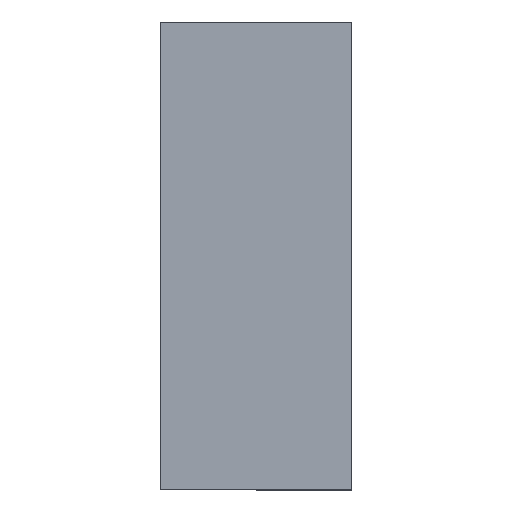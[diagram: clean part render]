
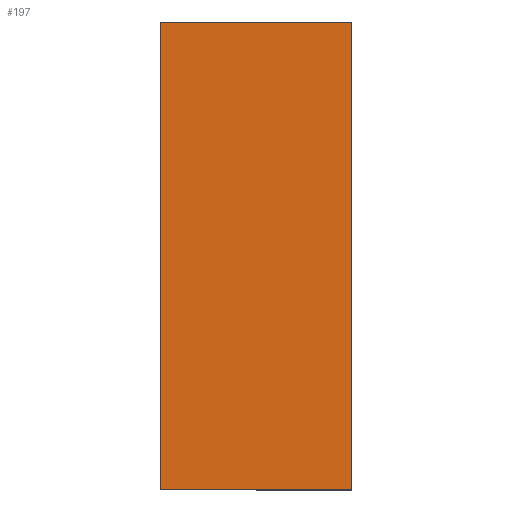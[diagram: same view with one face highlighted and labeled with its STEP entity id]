
A CAD part, top view. The second image highlights one B-rep face of the part: STEP entity #197.
In plain terms, the highlighted planar face has unit normal (0, 0, 1).
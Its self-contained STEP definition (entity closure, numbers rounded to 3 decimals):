
#184=AXIS2_PLACEMENT_3D('Plane Axis2P3D',#181,#182,#183) ;
#44=CARTESIAN_POINT('Vertex',(16.25,39.75,0.13)) ;
#58=CARTESIAN_POINT('Vertex',(0.,39.75,0.13)) ;
#61=CARTESIAN_POINT('Line Origine',(8.125,39.75,0.13)) ;
#92=CARTESIAN_POINT('Vertex',(16.25,0.,0.13)) ;
#100=CARTESIAN_POINT('Line Origine',(16.25,19.875,0.13)) ;
#159=CARTESIAN_POINT('Vertex',(0.,0.,0.13)) ;
#162=CARTESIAN_POINT('Line Origine',(0.,19.875,0.13)) ;
#181=CARTESIAN_POINT('Axis2P3D Location',(8.125,19.875,0.13)) ;
#186=CARTESIAN_POINT('Line Origine',(8.125,0.,0.13)) ;
#62=DIRECTION('Vector Direction',(-1.,0.,0.)) ;
#101=DIRECTION('Vector Direction',(0.,-1.,0.)) ;
#163=DIRECTION('Vector Direction',(0.,1.,0.)) ;
#182=DIRECTION('Axis2P3D Direction',(0.,0.,1.)) ;
#183=DIRECTION('Axis2P3D XDirection',(0.,-1.,0.)) ;
#187=DIRECTION('Vector Direction',(1.,0.,0.)) ;
#63=VECTOR('Line Direction',#62,1.) ;
#102=VECTOR('Line Direction',#101,1.) ;
#164=VECTOR('Line Direction',#163,1.) ;
#188=VECTOR('Line Direction',#187,1.) ;
#192=ORIENTED_EDGE('',*,*,#65,.T.) ;
#193=ORIENTED_EDGE('',*,*,#166,.T.) ;
#194=ORIENTED_EDGE('',*,*,#190,.T.) ;
#195=ORIENTED_EDGE('',*,*,#104,.T.) ;
#197=ADVANCED_FACE('S3D - gedreht',(#196),#185,.T.) ;
#65=EDGE_CURVE('',#45,#59,#64,.T.) ;
#104=EDGE_CURVE('',#93,#45,#103,.F.) ;
#166=EDGE_CURVE('',#59,#160,#165,.F.) ;
#190=EDGE_CURVE('',#160,#93,#189,.T.) ;
#191=EDGE_LOOP('',(#192,#193,#194,#195)) ;
#196=FACE_OUTER_BOUND('',#191,.T.) ;
#64=LINE('Line',#61,#63) ;
#103=LINE('Line',#100,#102) ;
#165=LINE('Line',#162,#164) ;
#189=LINE('Line',#186,#188) ;
#185=PLANE('',#184) ;
#45=VERTEX_POINT('',#44) ;
#59=VERTEX_POINT('',#58) ;
#93=VERTEX_POINT('',#92) ;
#160=VERTEX_POINT('',#159) ;
